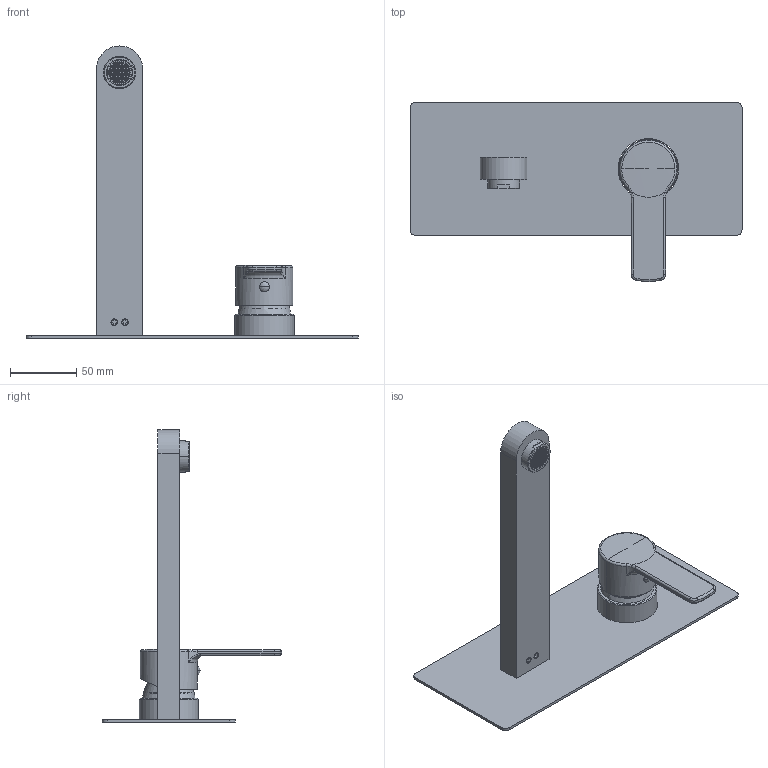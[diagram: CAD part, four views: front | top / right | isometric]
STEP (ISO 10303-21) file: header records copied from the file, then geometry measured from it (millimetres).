
FILE_DESCRIPTION((''),'2;1');
FILE_NAME('RED105CR','2021-11-08T15:53:53',('ut3'),('PAFFONI SpA'),'CREO PARAMETRIC BY PTC INC, 2020044','CREO PARAMETRIC BY PTC INC, 2020044','');
FILE_SCHEMA(('CONFIG_CONTROL_DESIGN','SHAPE_APPEARANCE_LAYERS_GROUPS'));
Products named in the file (1): RED105CR
Bounding box: 250 x 134.91 x 220 mm (x, y, z)
Volume: 200390.6 mm3; surface area: 118130.4 mm2
Topology: 4 solids, 4 shells, 2521 faces, 7242 edges, 4705 vertices
Faces by surface type: plane 2012, cylinder 283, torus 90, cone 68, bspline 40, sphere 28
Entity records: 96544 total; most frequent: CARTESIAN_POINT 20637, ORIENTED_EDGE 14468, DIRECTION 13527, EDGE_CURVE 7234, VECTOR 4947, LINE 4947, VERTEX_POINT 4705, AXIS2_PLACEMENT_3D 4290
